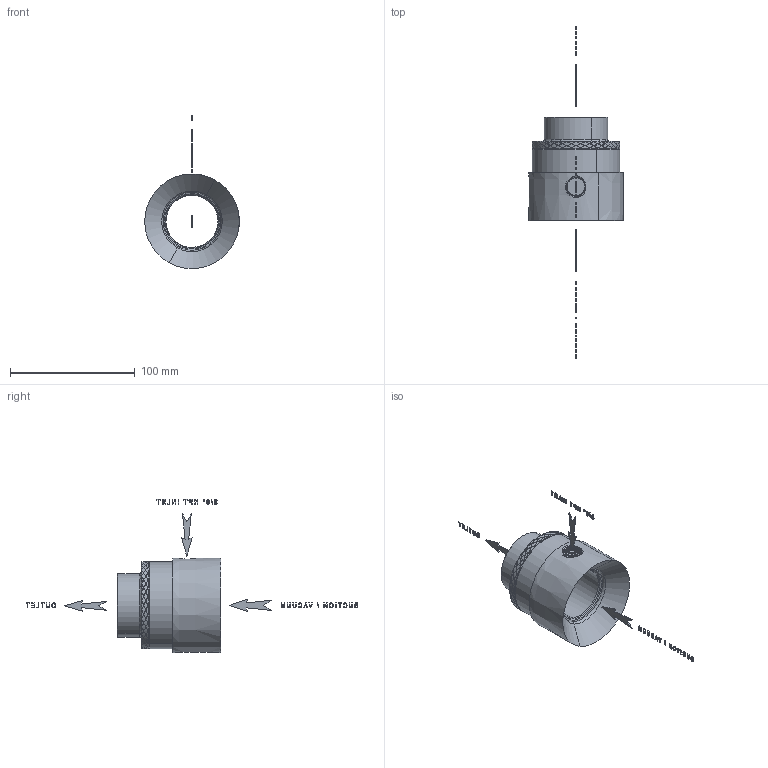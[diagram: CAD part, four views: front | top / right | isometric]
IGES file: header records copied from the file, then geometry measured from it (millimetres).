
Start section: START RECORD GO HERE.
Global section: file name: 40002_Ol.igs; native system: DASSAULT SYSTEMES CATIA V5 R20 - www.3ds.com; preprocessor: CATIA Version 5 Release 20 ; author: DESIGNENG; organization: DESIGNENG; date: 20150526.173453; units: millimetre
Bounding box: 75.67 x 265.66 x 122.64 mm (x, y, z)
Volume: 153082.9 mm3; surface area: 37544.9 mm2
Topology: 37 solids, 37 shells, 1369 faces, 3785 edges, 2520 vertices
Faces by surface type: plane 522, bspline 349, extrusion 342, revolution 156
